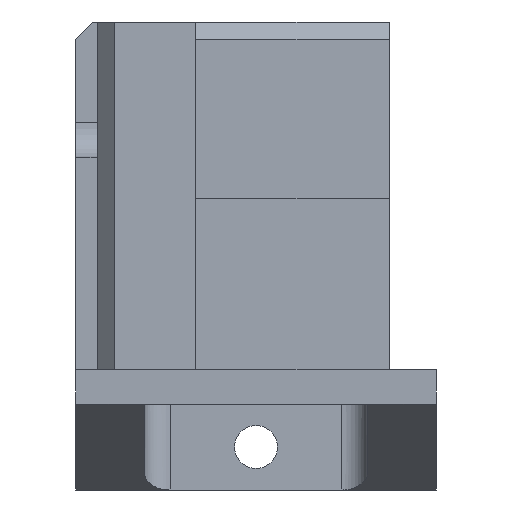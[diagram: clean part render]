
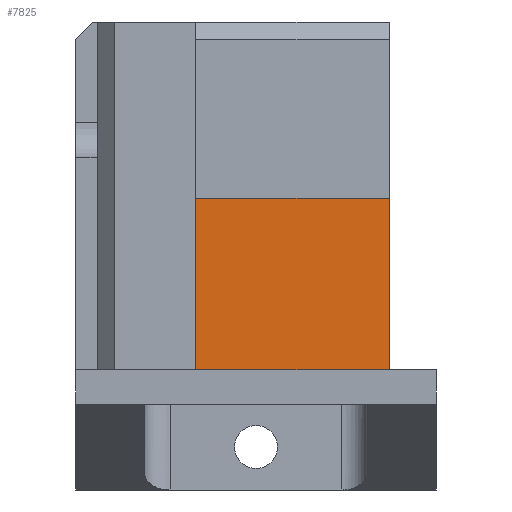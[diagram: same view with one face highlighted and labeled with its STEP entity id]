
A CAD part, left-side view. The second image highlights one B-rep face of the part: STEP entity #7825.
In plain terms, the highlighted planar face has unit normal (-1, 0, 0).
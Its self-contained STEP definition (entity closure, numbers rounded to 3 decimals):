
#1598 = VERTEX_POINT('',#1599);
#1599 = CARTESIAN_POINT('',(0.,5.5,24.));
#1613 = PLANE('',#1614);
#1614 = AXIS2_PLACEMENT_3D('',#1615,#1616,#1617);
#1615 = CARTESIAN_POINT('',(2.1,5.5,4.));
#1616 = DIRECTION('',(0.,-1.,0.));
#1617 = DIRECTION('',(-1.,0.,0.));
#1641 = PLANE('',#1642);
#1642 = AXIS2_PLACEMENT_3D('',#1643,#1644,#1645);
#1643 = CARTESIAN_POINT('',(0.,42.,24.));
#1644 = DIRECTION('',(1.,0.,0.));
#1645 = DIRECTION('',(0.,-1.,0.));
#4508 = PLANE('',#4509);
#4509 = AXIS2_PLACEMENT_3D('',#4510,#4511,#4512);
#4510 = CARTESIAN_POINT('',(2.5,28.,4.));
#4511 = DIRECTION('',(0.,-1.,0.));
#4512 = DIRECTION('',(-1.,0.,0.));
#4621 = EDGE_CURVE('',#4622,#1598,#4624,.T.);
#4622 = VERTEX_POINT('',#4623);
#4623 = CARTESIAN_POINT('',(0.,28.,24.));
#4624 = SURFACE_CURVE('',#4625,(#4629,#4636),.PCURVE_S1.);
#4625 = LINE('',#4626,#4627);
#4626 = CARTESIAN_POINT('',(0.,42.,24.));
#4627 = VECTOR('',#4628,1.);
#4628 = DIRECTION('',(0.,-1.,0.));
#4629 = PCURVE('',#1641,#4630);
#4630 = DEFINITIONAL_REPRESENTATION('',(#4631),#4635);
#4631 = LINE('',#4632,#4633);
#4632 = CARTESIAN_POINT('',(0.,0.));
#4633 = VECTOR('',#4634,1.);
#4634 = DIRECTION('',(1.,0.));
#4635 = ( GEOMETRIC_REPRESENTATION_CONTEXT(2) 
PARAMETRIC_REPRESENTATION_CONTEXT() REPRESENTATION_CONTEXT('2D SPACE',''
  ) );
#4636 = PCURVE('',#4637,#4642);
#4637 = PLANE('',#4638);
#4638 = AXIS2_PLACEMENT_3D('',#4639,#4640,#4641);
#4639 = CARTESIAN_POINT('',(0.,42.,4.));
#4640 = DIRECTION('',(1.,0.,0.));
#4641 = DIRECTION('',(0.,-1.,0.));
#4642 = DEFINITIONAL_REPRESENTATION('',(#4643),#4647);
#4643 = LINE('',#4644,#4645);
#4644 = CARTESIAN_POINT('',(0.,-20.));
#4645 = VECTOR('',#4646,1.);
#4646 = DIRECTION('',(1.,0.));
#4647 = ( GEOMETRIC_REPRESENTATION_CONTEXT(2) 
PARAMETRIC_REPRESENTATION_CONTEXT() REPRESENTATION_CONTEXT('2D SPACE',''
  ) );
#4698 = EDGE_CURVE('',#4699,#1598,#4701,.T.);
#4699 = VERTEX_POINT('',#4700);
#4700 = CARTESIAN_POINT('',(0.,5.5,4.));
#4701 = SURFACE_CURVE('',#4702,(#4706,#4713),.PCURVE_S1.);
#4702 = LINE('',#4703,#4704);
#4703 = CARTESIAN_POINT('',(0.,5.5,4.));
#4704 = VECTOR('',#4705,1.);
#4705 = DIRECTION('',(0.,0.,1.));
#4706 = PCURVE('',#1613,#4707);
#4707 = DEFINITIONAL_REPRESENTATION('',(#4708),#4712);
#4708 = LINE('',#4709,#4710);
#4709 = CARTESIAN_POINT('',(2.1,0.));
#4710 = VECTOR('',#4711,1.);
#4711 = DIRECTION('',(0.,-1.));
#4712 = ( GEOMETRIC_REPRESENTATION_CONTEXT(2) 
PARAMETRIC_REPRESENTATION_CONTEXT() REPRESENTATION_CONTEXT('2D SPACE',''
  ) );
#4713 = PCURVE('',#4637,#4714);
#4714 = DEFINITIONAL_REPRESENTATION('',(#4715),#4719);
#4715 = LINE('',#4716,#4717);
#4716 = CARTESIAN_POINT('',(36.5,0.));
#4717 = VECTOR('',#4718,1.);
#4718 = DIRECTION('',(0.,-1.));
#4719 = ( GEOMETRIC_REPRESENTATION_CONTEXT(2) 
PARAMETRIC_REPRESENTATION_CONTEXT() REPRESENTATION_CONTEXT('2D SPACE',''
  ) );
#6658 = PLANE('',#6659);
#6659 = AXIS2_PLACEMENT_3D('',#6660,#6661,#6662);
#6660 = CARTESIAN_POINT('',(0.,42.,0.));
#6661 = DIRECTION('',(1.,0.,0.));
#6662 = DIRECTION('',(0.,-1.,0.));
#7681 = EDGE_CURVE('',#7682,#4622,#7684,.T.);
#7682 = VERTEX_POINT('',#7683);
#7683 = CARTESIAN_POINT('',(0.,28.,4.));
#7684 = SURFACE_CURVE('',#7685,(#7689,#7696),.PCURVE_S1.);
#7685 = LINE('',#7686,#7687);
#7686 = CARTESIAN_POINT('',(0.,28.,4.));
#7687 = VECTOR('',#7688,1.);
#7688 = DIRECTION('',(0.,0.,1.));
#7689 = PCURVE('',#4508,#7690);
#7690 = DEFINITIONAL_REPRESENTATION('',(#7691),#7695);
#7691 = LINE('',#7692,#7693);
#7692 = CARTESIAN_POINT('',(2.5,0.));
#7693 = VECTOR('',#7694,1.);
#7694 = DIRECTION('',(0.,-1.));
#7695 = ( GEOMETRIC_REPRESENTATION_CONTEXT(2) 
PARAMETRIC_REPRESENTATION_CONTEXT() REPRESENTATION_CONTEXT('2D SPACE',''
  ) );
#7696 = PCURVE('',#4637,#7697);
#7697 = DEFINITIONAL_REPRESENTATION('',(#7698),#7702);
#7698 = LINE('',#7699,#7700);
#7699 = CARTESIAN_POINT('',(14.,0.));
#7700 = VECTOR('',#7701,1.);
#7701 = DIRECTION('',(0.,-1.));
#7702 = ( GEOMETRIC_REPRESENTATION_CONTEXT(2) 
PARAMETRIC_REPRESENTATION_CONTEXT() REPRESENTATION_CONTEXT('2D SPACE',''
  ) );
#7825 = ADVANCED_FACE('',(#7826),#4637,.F.);
#7826 = FACE_BOUND('',#7827,.F.);
#7827 = EDGE_LOOP('',(#7828,#7849,#7850,#7851));
#7828 = ORIENTED_EDGE('',*,*,#7829,.F.);
#7829 = EDGE_CURVE('',#7682,#4699,#7830,.T.);
#7830 = SURFACE_CURVE('',#7831,(#7835,#7842),.PCURVE_S1.);
#7831 = LINE('',#7832,#7833);
#7832 = CARTESIAN_POINT('',(0.,42.,4.));
#7833 = VECTOR('',#7834,1.);
#7834 = DIRECTION('',(0.,-1.,0.));
#7835 = PCURVE('',#4637,#7836);
#7836 = DEFINITIONAL_REPRESENTATION('',(#7837),#7841);
#7837 = LINE('',#7838,#7839);
#7838 = CARTESIAN_POINT('',(0.,0.));
#7839 = VECTOR('',#7840,1.);
#7840 = DIRECTION('',(1.,0.));
#7841 = ( GEOMETRIC_REPRESENTATION_CONTEXT(2) 
PARAMETRIC_REPRESENTATION_CONTEXT() REPRESENTATION_CONTEXT('2D SPACE',''
  ) );
#7842 = PCURVE('',#6658,#7843);
#7843 = DEFINITIONAL_REPRESENTATION('',(#7844),#7848);
#7844 = LINE('',#7845,#7846);
#7845 = CARTESIAN_POINT('',(0.,-4.));
#7846 = VECTOR('',#7847,1.);
#7847 = DIRECTION('',(1.,0.));
#7848 = ( GEOMETRIC_REPRESENTATION_CONTEXT(2) 
PARAMETRIC_REPRESENTATION_CONTEXT() REPRESENTATION_CONTEXT('2D SPACE',''
  ) );
#7849 = ORIENTED_EDGE('',*,*,#7681,.T.);
#7850 = ORIENTED_EDGE('',*,*,#4621,.T.);
#7851 = ORIENTED_EDGE('',*,*,#4698,.F.);
